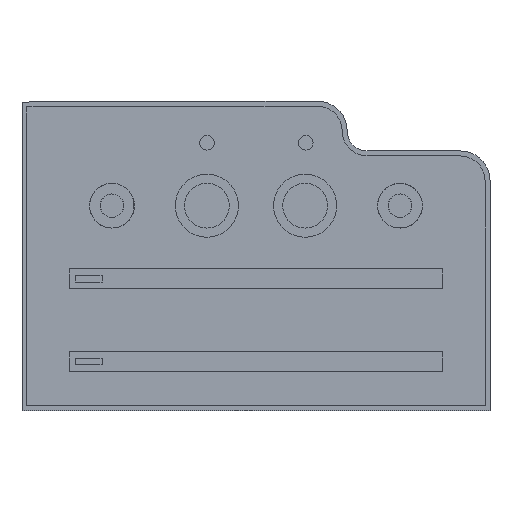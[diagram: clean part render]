
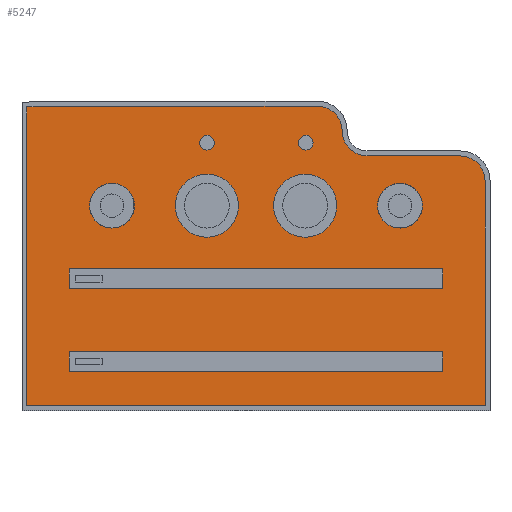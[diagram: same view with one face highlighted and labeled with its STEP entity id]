
A CAD part, top view. The second image highlights one B-rep face of the part: STEP entity #5247.
In plain terms, the highlighted planar face has unit normal (0, 0, 1).
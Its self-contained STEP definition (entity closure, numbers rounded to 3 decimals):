
#60=FACE_BOUND('',#760,.T.);
#61=FACE_BOUND('',#761,.T.);
#62=FACE_BOUND('',#762,.T.);
#63=FACE_BOUND('',#763,.T.);
#64=FACE_BOUND('',#764,.T.);
#65=FACE_BOUND('',#765,.T.);
#66=FACE_BOUND('',#766,.T.);
#67=FACE_BOUND('',#767,.T.);
#119=CIRCLE('',#5515,6.75);
#120=CIRCLE('',#5517,6.75);
#124=CIRCLE('',#5581,1.55);
#126=CIRCLE('',#5584,1.55);
#137=CIRCLE('',#5615,8.);
#138=CIRCLE('',#5617,8.);
#139=CIRCLE('',#5625,7.5);
#140=CIRCLE('',#5632,7.5);
#141=CIRCLE('',#5635,7.5);
#450=FACE_OUTER_BOUND('',#759,.T.);
#759=EDGE_LOOP('',(#4174,#4175,#4176,#4177,#4178,#4179,#4180,#4181,#4182,
#4183));
#760=EDGE_LOOP('',(#4184));
#761=EDGE_LOOP('',(#4185));
#762=EDGE_LOOP('',(#4186));
#763=EDGE_LOOP('',(#4187));
#764=EDGE_LOOP('',(#4188));
#765=EDGE_LOOP('',(#4189,#4190,#4191,#4192));
#766=EDGE_LOOP('',(#4193,#4194,#4195,#4196));
#767=EDGE_LOOP('',(#4197));
#1217=LINE('',#7985,#1839);
#1220=LINE('',#7990,#1842);
#1222=LINE('',#7995,#1844);
#1225=LINE('',#8000,#1847);
#1244=LINE('',#8063,#1866);
#1245=LINE('',#8065,#1867);
#1247=LINE('',#8069,#1869);
#1248=LINE('',#8071,#1870);
#1251=LINE('',#8080,#1873);
#1253=LINE('',#8084,#1875);
#1255=LINE('',#8088,#1877);
#1257=LINE('',#8092,#1879);
#1259=LINE('',#8096,#1881);
#1262=LINE('',#8104,#1884);
#1265=LINE('',#8111,#1887);
#1839=VECTOR('',#6484,10.);
#1842=VECTOR('',#6489,10.);
#1844=VECTOR('',#6493,10.);
#1847=VECTOR('',#6498,10.);
#1866=VECTOR('',#6565,10.);
#1867=VECTOR('',#6568,10.);
#1869=VECTOR('',#6572,10.);
#1870=VECTOR('',#6575,10.);
#1873=VECTOR('',#6584,10.);
#1875=VECTOR('',#6588,10.);
#1877=VECTOR('',#6592,10.);
#1879=VECTOR('',#6596,10.);
#1881=VECTOR('',#6600,10.);
#1884=VECTOR('',#6609,10.);
#1887=VECTOR('',#6618,10.);
#2258=VERTEX_POINT('',#7582);
#2259=VERTEX_POINT('',#7587);
#2375=VERTEX_POINT('',#7930);
#2377=VERTEX_POINT('',#7936);
#2391=VERTEX_POINT('',#7982);
#2392=VERTEX_POINT('',#7984);
#2393=VERTEX_POINT('',#7988);
#2394=VERTEX_POINT('',#7992);
#2395=VERTEX_POINT('',#7994);
#2396=VERTEX_POINT('',#7998);
#2414=VERTEX_POINT('',#8049);
#2415=VERTEX_POINT('',#8053);
#2416=VERTEX_POINT('',#8061);
#2417=VERTEX_POINT('',#8067);
#2418=VERTEX_POINT('',#8073);
#2419=VERTEX_POINT('',#8074);
#2420=VERTEX_POINT('',#8079);
#2421=VERTEX_POINT('',#8083);
#2422=VERTEX_POINT('',#8087);
#2423=VERTEX_POINT('',#8091);
#2424=VERTEX_POINT('',#8095);
#2425=VERTEX_POINT('',#8099);
#2426=VERTEX_POINT('',#8103);
#2427=VERTEX_POINT('',#8107);
#2792=EDGE_CURVE('',#2258,#2258,#119,.T.);
#2795=EDGE_CURVE('',#2259,#2259,#120,.T.);
#2963=EDGE_CURVE('',#2375,#2375,#124,.T.);
#2966=EDGE_CURVE('',#2377,#2377,#126,.T.);
#2991=EDGE_CURVE('',#2392,#2391,#1217,.T.);
#2994=EDGE_CURVE('',#2391,#2393,#1220,.T.);
#2996=EDGE_CURVE('',#2395,#2394,#1222,.T.);
#2999=EDGE_CURVE('',#2394,#2396,#1225,.T.);
#3023=EDGE_CURVE('',#2414,#2414,#137,.T.);
#3025=EDGE_CURVE('',#2415,#2415,#138,.T.);
#3029=EDGE_CURVE('',#2393,#2416,#1244,.T.);
#3030=EDGE_CURVE('',#2416,#2392,#1245,.T.);
#3032=EDGE_CURVE('',#2396,#2417,#1247,.T.);
#3033=EDGE_CURVE('',#2417,#2395,#1248,.T.);
#3034=EDGE_CURVE('',#2418,#2419,#139,.T.);
#3037=EDGE_CURVE('',#2419,#2420,#1251,.T.);
#3039=EDGE_CURVE('',#2420,#2421,#1253,.T.);
#3041=EDGE_CURVE('',#2421,#2422,#1255,.T.);
#3043=EDGE_CURVE('',#2422,#2423,#1257,.T.);
#3045=EDGE_CURVE('',#2423,#2424,#1259,.T.);
#3047=EDGE_CURVE('',#2424,#2425,#140,.T.);
#3049=EDGE_CURVE('',#2425,#2426,#1262,.T.);
#3051=EDGE_CURVE('',#2427,#2426,#141,.T.);
#3053=EDGE_CURVE('',#2427,#2418,#1265,.T.);
#4174=ORIENTED_EDGE('',*,*,#3053,.T.);
#4175=ORIENTED_EDGE('',*,*,#3034,.T.);
#4176=ORIENTED_EDGE('',*,*,#3037,.T.);
#4177=ORIENTED_EDGE('',*,*,#3039,.T.);
#4178=ORIENTED_EDGE('',*,*,#3041,.T.);
#4179=ORIENTED_EDGE('',*,*,#3043,.T.);
#4180=ORIENTED_EDGE('',*,*,#3045,.T.);
#4181=ORIENTED_EDGE('',*,*,#3047,.T.);
#4182=ORIENTED_EDGE('',*,*,#3049,.T.);
#4183=ORIENTED_EDGE('',*,*,#3051,.F.);
#4184=ORIENTED_EDGE('',*,*,#2795,.T.);
#4185=ORIENTED_EDGE('',*,*,#2963,.T.);
#4186=ORIENTED_EDGE('',*,*,#2966,.T.);
#4187=ORIENTED_EDGE('',*,*,#3023,.T.);
#4188=ORIENTED_EDGE('',*,*,#3025,.T.);
#4189=ORIENTED_EDGE('',*,*,#3030,.T.);
#4190=ORIENTED_EDGE('',*,*,#2991,.T.);
#4191=ORIENTED_EDGE('',*,*,#2994,.T.);
#4192=ORIENTED_EDGE('',*,*,#3029,.T.);
#4193=ORIENTED_EDGE('',*,*,#3033,.T.);
#4194=ORIENTED_EDGE('',*,*,#2996,.T.);
#4195=ORIENTED_EDGE('',*,*,#2999,.T.);
#4196=ORIENTED_EDGE('',*,*,#3032,.T.);
#4197=ORIENTED_EDGE('',*,*,#2792,.T.);
#4992=PLANE('',#5637);
#5247=ADVANCED_FACE('',(#450,#60,#61,#62,#63,#64,#65,#66,#67),#4992,.T.);
#5515=AXIS2_PLACEMENT_3D('',#7583,#6137,#6138);
#5517=AXIS2_PLACEMENT_3D('',#7588,#6143,#6144);
#5581=AXIS2_PLACEMENT_3D('',#7931,#6434,#6435);
#5584=AXIS2_PLACEMENT_3D('',#7937,#6441,#6442);
#5615=AXIS2_PLACEMENT_3D('',#8051,#6549,#6550);
#5617=AXIS2_PLACEMENT_3D('',#8055,#6554,#6555);
#5625=AXIS2_PLACEMENT_3D('',#8075,#6578,#6579);
#5632=AXIS2_PLACEMENT_3D('',#8100,#6604,#6605);
#5635=AXIS2_PLACEMENT_3D('',#8108,#6613,#6614);
#5637=AXIS2_PLACEMENT_3D('',#8112,#6619,#6620);
#6137=DIRECTION('center_axis',(0.,0.,-1.));
#6138=DIRECTION('ref_axis',(-1.,0.,0.));
#6143=DIRECTION('center_axis',(0.,0.,-1.));
#6144=DIRECTION('ref_axis',(-1.,0.,0.));
#6434=DIRECTION('center_axis',(0.,0.,-1.));
#6435=DIRECTION('ref_axis',(-1.,0.,0.));
#6441=DIRECTION('center_axis',(0.,0.,-1.));
#6442=DIRECTION('ref_axis',(-1.,0.,0.));
#6484=DIRECTION('',(1.,0.,0.));
#6489=DIRECTION('',(0.,-1.,0.));
#6493=DIRECTION('',(0.,1.,0.));
#6498=DIRECTION('',(1.,0.,0.));
#6549=DIRECTION('center_axis',(0.,0.,-1.));
#6550=DIRECTION('ref_axis',(1.,0.,0.));
#6554=DIRECTION('center_axis',(0.,0.,-1.));
#6555=DIRECTION('ref_axis',(1.,0.,0.));
#6565=DIRECTION('',(-1.,0.,0.));
#6568=DIRECTION('',(0.,1.,0.));
#6572=DIRECTION('',(0.,-1.,0.));
#6575=DIRECTION('',(-1.,0.,0.));
#6578=DIRECTION('center_axis',(0.,0.,1.));
#6579=DIRECTION('ref_axis',(1.,0.005,0.));
#6584=DIRECTION('',(-1.,0.,0.));
#6588=DIRECTION('',(-1.,-0.005,0.));
#6592=DIRECTION('',(0.,-1.,0.));
#6596=DIRECTION('',(1.,0.,0.));
#6600=DIRECTION('',(0.,1.,0.));
#6604=DIRECTION('center_axis',(0.,0.,1.));
#6605=DIRECTION('ref_axis',(1.,0.,0.));
#6609=DIRECTION('',(-1.,0.,0.));
#6613=DIRECTION('center_axis',(0.,0.,1.));
#6614=DIRECTION('ref_axis',(-1.,-0.005,0.));
#6618=DIRECTION('',(-0.005,1.,0.));
#6619=DIRECTION('center_axis',(0.,0.,1.));
#6620=DIRECTION('ref_axis',(1.,0.,0.));
#7582=CARTESIAN_POINT('',(114.144,55.,24.5));
#7583=CARTESIAN_POINT('Origin',(107.394,55.,24.5));
#7587=CARTESIAN_POINT('',(27.356,55.,24.5));
#7588=CARTESIAN_POINT('Origin',(20.606,55.,24.5));
#7930=CARTESIAN_POINT('',(50.75,73.969,24.5));
#7931=CARTESIAN_POINT('Origin',(49.2,73.969,24.5));
#7936=CARTESIAN_POINT('',(80.55,73.969,24.5));
#7937=CARTESIAN_POINT('Origin',(79.,73.969,24.5));
#7982=CARTESIAN_POINT('',(120.3,11.,24.5));
#7984=CARTESIAN_POINT('',(7.7,11.,24.5));
#7985=CARTESIAN_POINT('',(94.501,11.,24.5));
#7988=CARTESIAN_POINT('',(120.3,5.,24.5));
#7990=CARTESIAN_POINT('',(120.3,22.436,24.5));
#7992=CARTESIAN_POINT('',(7.7,36.,24.5));
#7994=CARTESIAN_POINT('',(7.7,30.,24.5));
#7995=CARTESIAN_POINT('',(7.7,37.936,24.5));
#7998=CARTESIAN_POINT('',(120.3,36.,24.5));
#8000=CARTESIAN_POINT('',(94.501,36.,24.5));
#8049=CARTESIAN_POINT('',(41.21,55.,24.5));
#8051=CARTESIAN_POINT('Origin',(49.21,55.,24.5));
#8053=CARTESIAN_POINT('',(70.79,55.,24.5));
#8055=CARTESIAN_POINT('Origin',(78.79,55.,24.5));
#8061=CARTESIAN_POINT('',(7.7,5.,24.5));
#8063=CARTESIAN_POINT('',(33.501,5.,24.5));
#8065=CARTESIAN_POINT('',(7.7,25.436,24.5));
#8067=CARTESIAN_POINT('',(120.3,30.,24.5));
#8069=CARTESIAN_POINT('',(120.3,34.936,24.5));
#8071=CARTESIAN_POINT('',(33.501,30.,24.5));
#8073=CARTESIAN_POINT('',(89.96,77.539,24.5));
#8074=CARTESIAN_POINT('',(82.461,85.,24.5));
#8075=CARTESIAN_POINT('Origin',(82.461,77.5,24.5));
#8079=CARTESIAN_POINT('',(44.,85.,24.5));
#8080=CARTESIAN_POINT('',(82.461,85.,24.5));
#8083=CARTESIAN_POINT('',(-4.999,84.743,24.5));
#8084=CARTESIAN_POINT('',(44.,85.,24.5));
#8087=CARTESIAN_POINT('',(-4.999,-5.257,24.5));
#8088=CARTESIAN_POINT('',(-4.999,84.743,24.5));
#8091=CARTESIAN_POINT('',(133.001,-5.257,24.5));
#8092=CARTESIAN_POINT('',(-4.999,-5.257,24.5));
#8095=CARTESIAN_POINT('',(133.001,62.5,24.5));
#8096=CARTESIAN_POINT('',(133.001,-5.257,24.5));
#8099=CARTESIAN_POINT('',(125.501,70.,24.5));
#8100=CARTESIAN_POINT('Origin',(125.501,62.5,24.5));
#8103=CARTESIAN_POINT('',(97.461,70.,24.5));
#8104=CARTESIAN_POINT('',(125.501,70.,24.5));
#8107=CARTESIAN_POINT('',(89.961,77.461,24.5));
#8108=CARTESIAN_POINT('Origin',(97.461,77.5,24.5));
#8111=CARTESIAN_POINT('',(89.961,77.461,24.5));
#8112=CARTESIAN_POINT('Origin',(64.001,39.871,24.5));
